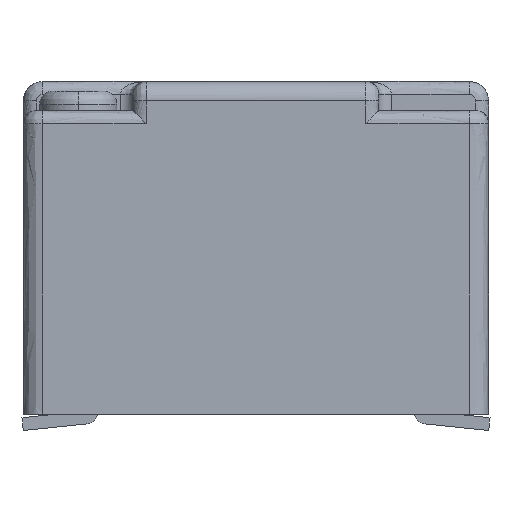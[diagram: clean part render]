
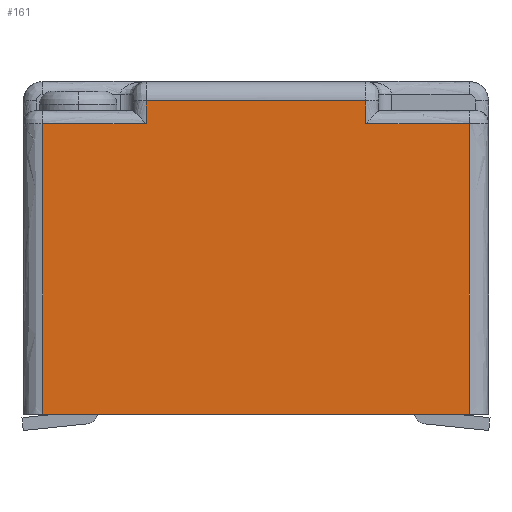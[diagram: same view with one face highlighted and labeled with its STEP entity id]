
A CAD part, left-side view. The second image highlights one B-rep face of the part: STEP entity #161.
In plain terms, the highlighted planar face has unit normal (-1, 0, 0).
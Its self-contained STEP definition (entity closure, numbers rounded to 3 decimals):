
#161=ADVANCED_FACE('',(#296),#2208,.T.);
#296=FACE_OUTER_BOUND('',#432,.T.);
#432=EDGE_LOOP('',(#700,#701,#702,#703,#704,#705,#706,#707));
#700=ORIENTED_EDGE('',*,*,#1294,.T.);
#701=ORIENTED_EDGE('',*,*,#1296,.T.);
#702=ORIENTED_EDGE('',*,*,#1226,.F.);
#703=ORIENTED_EDGE('',*,*,#1228,.T.);
#704=ORIENTED_EDGE('',*,*,#1257,.T.);
#705=ORIENTED_EDGE('',*,*,#1256,.F.);
#706=ORIENTED_EDGE('',*,*,#1254,.T.);
#707=ORIENTED_EDGE('',*,*,#1295,.F.);
#1226=EDGE_CURVE('',#1903,#1902,#1792,.T.);
#1228=EDGE_CURVE('',#1903,#1920,#1794,.T.);
#1254=EDGE_CURVE('',#1918,#1939,#1807,.T.);
#1256=EDGE_CURVE('',#1918,#1919,#1808,.T.);
#1257=EDGE_CURVE('',#1920,#1919,#1809,.T.);
#1294=EDGE_CURVE('',#1948,#1949,#1824,.T.);
#1295=EDGE_CURVE('',#1948,#1939,#1825,.T.);
#1296=EDGE_CURVE('',#1949,#1902,#1826,.T.);
#1792=B_SPLINE_CURVE_WITH_KNOTS('',1,(#2894,#2895),.UNSPECIFIED.,.F.,.F.,
(2,2),(0.3,6.9),.UNSPECIFIED.);
#1794=B_SPLINE_CURVE_WITH_KNOTS('',1,(#2898,#2899),.UNSPECIFIED.,.F.,.F.,
(2,2),(0.,4.5),.UNSPECIFIED.);
#1807=B_SPLINE_CURVE_WITH_KNOTS('',1,(#2961,#2962),.UNSPECIFIED.,.F.,.F.,
(2,2),(1.9,5.3),.UNSPECIFIED.);
#1808=B_SPLINE_CURVE_WITH_KNOTS('',1,(#2966,#2967),.UNSPECIFIED.,.F.,.F.,
(2,2),(0.,0.35),.UNSPECIFIED.);
#1809=B_SPLINE_CURVE_WITH_KNOTS('',1,(#2968,#2969),.UNSPECIFIED.,.F.,.F.,
(2,2),(0.,1.6),.UNSPECIFIED.);
#1824=B_SPLINE_CURVE_WITH_KNOTS('',1,(#3083,#3084),.UNSPECIFIED.,.F.,.F.,
(2,2),(-0.2,1.4),.UNSPECIFIED.);
#1825=B_SPLINE_CURVE_WITH_KNOTS('',1,(#3085,#3086),.UNSPECIFIED.,.F.,.F.,
(2,2),(-0.2,0.15),.UNSPECIFIED.);
#1826=B_SPLINE_CURVE_WITH_KNOTS('',1,(#3087,#3088),.UNSPECIFIED.,.F.,.F.,
(2,2),(0.65,5.15),.UNSPECIFIED.);
#1902=VERTEX_POINT('',#2804);
#1903=VERTEX_POINT('',#2805);
#1918=VERTEX_POINT('',#2820);
#1919=VERTEX_POINT('',#2821);
#1920=VERTEX_POINT('',#2822);
#1939=VERTEX_POINT('',#2841);
#1948=VERTEX_POINT('',#2850);
#1949=VERTEX_POINT('',#2851);
#2208=PLANE('',#2287);
#2287=AXIS2_PLACEMENT_3D('',#2588,#2349,$);
#2349=DIRECTION('',(-1.,0.,0.));
#2588=CARTESIAN_POINT('',(-5.3,-3.6,0.26));
#2804=CARTESIAN_POINT('',(-5.3,3.3,0.26));
#2805=CARTESIAN_POINT('',(-5.3,-3.3,0.26));
#2820=CARTESIAN_POINT('',(-5.3,-1.7,5.11));
#2821=CARTESIAN_POINT('',(-5.3,-1.7,4.76));
#2822=CARTESIAN_POINT('',(-5.3,-3.3,4.76));
#2841=CARTESIAN_POINT('',(-5.3,1.7,5.11));
#2850=CARTESIAN_POINT('',(-5.3,1.7,4.76));
#2851=CARTESIAN_POINT('',(-5.3,3.3,4.76));
#2894=CARTESIAN_POINT('',(-5.3,-3.3,0.26));
#2895=CARTESIAN_POINT('',(-5.3,3.3,0.26));
#2898=CARTESIAN_POINT('',(-5.3,-3.3,0.26));
#2899=CARTESIAN_POINT('',(-5.3,-3.3,4.76));
#2961=CARTESIAN_POINT('',(-5.3,-1.7,5.11));
#2962=CARTESIAN_POINT('',(-5.3,1.7,5.11));
#2966=CARTESIAN_POINT('',(-5.3,-1.7,5.11));
#2967=CARTESIAN_POINT('',(-5.3,-1.7,4.76));
#2968=CARTESIAN_POINT('',(-5.3,-3.3,4.76));
#2969=CARTESIAN_POINT('',(-5.3,-1.7,4.76));
#3083=CARTESIAN_POINT('',(-5.3,1.7,4.76));
#3084=CARTESIAN_POINT('',(-5.3,3.3,4.76));
#3085=CARTESIAN_POINT('',(-5.3,1.7,4.76));
#3086=CARTESIAN_POINT('',(-5.3,1.7,5.11));
#3087=CARTESIAN_POINT('',(-5.3,3.3,4.76));
#3088=CARTESIAN_POINT('',(-5.3,3.3,0.26));
